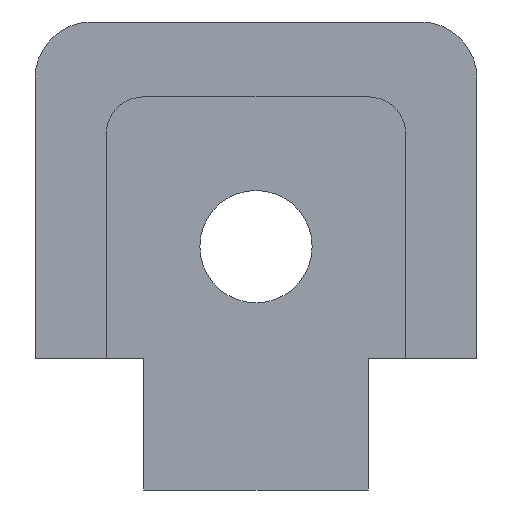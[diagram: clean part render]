
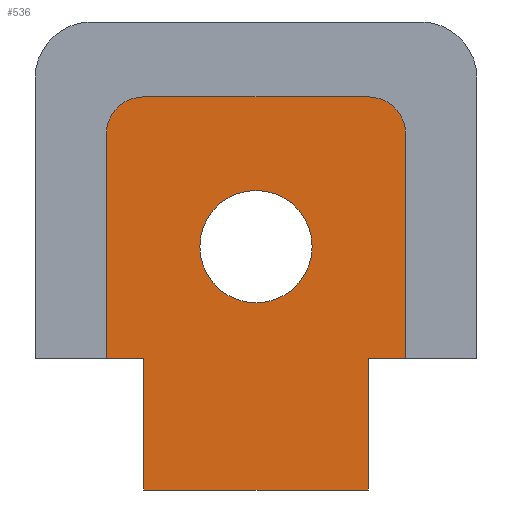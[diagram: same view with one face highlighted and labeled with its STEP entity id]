
A CAD part, front view. The second image highlights one B-rep face of the part: STEP entity #536.
In plain terms, the highlighted planar face has unit normal (0, -1, 0).
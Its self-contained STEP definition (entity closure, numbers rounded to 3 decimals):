
#11 = EDGE_LOOP ( 'NONE', ( #478, #738, #546, #246, #988, #934, #446, #303, #314, #292 ) ) ;
#19 = CARTESIAN_POINT ( 'NONE',  ( 3.25, 0., -3.749 ) ) ;
#47 = LINE ( 'NONE', #822, #386 ) ;
#57 = CARTESIAN_POINT ( 'NONE',  ( 4.25, 0., -0.25 ) ) ;
#67 = DIRECTION ( 'NONE',  ( 0., 0., -1. ) ) ;
#69 = VERTEX_POINT ( 'NONE', #145 ) ;
#71 = VECTOR ( 'NONE', #67, 1000. ) ;
#78 = DIRECTION ( 'NONE',  ( 0., 0., 1. ) ) ;
#80 = EDGE_CURVE ( 'NONE', #69, #591, #255, .T. ) ;
#84 = CARTESIAN_POINT ( 'NONE',  ( 3.25, 0., 5.75 ) ) ;
#89 = DIRECTION ( 'NONE',  ( 1., 0., 0. ) ) ;
#92 = PLANE ( 'NONE',  #936 ) ;
#93 = ORIENTED_EDGE ( 'NONE', *, *, #221, .F. ) ;
#102 = EDGE_CURVE ( 'NONE', #631, #276, #1004, .T. ) ;
#119 = EDGE_CURVE ( 'NONE', #1068, #627, #840, .T. ) ;
#145 = CARTESIAN_POINT ( 'NONE',  ( 0.25, 0., 4.25 ) ) ;
#152 = DIRECTION ( 'NONE',  ( -1., 0., 0. ) ) ;
#176 = DIRECTION ( 'NONE',  ( 0., 0., 1. ) ) ;
#194 = VERTEX_POINT ( 'NONE', #1039 ) ;
#221 = EDGE_CURVE ( 'NONE', #591, #69, #632, .T. ) ;
#231 = EDGE_CURVE ( 'NONE', #967, #630, #597, .T. ) ;
#246 = ORIENTED_EDGE ( 'NONE', *, *, #248, .T. ) ;
#248 = EDGE_CURVE ( 'NONE', #627, #194, #611, .T. ) ;
#255 = CIRCLE ( 'NONE', #309, 1.5 ) ;
#256 = VECTOR ( 'NONE', #940, 1000. ) ;
#264 = CARTESIAN_POINT ( 'NONE',  ( -2.75, 0., -3.749 ) ) ;
#269 = CARTESIAN_POINT ( 'NONE',  ( 0., 0., 0. ) ) ;
#272 = DIRECTION ( 'NONE',  ( 0., 0., 1. ) ) ;
#276 = VERTEX_POINT ( 'NONE', #572 ) ;
#285 = LINE ( 'NONE', #871, #256 ) ;
#292 = ORIENTED_EDGE ( 'NONE', *, *, #231, .T. ) ;
#301 = EDGE_CURVE ( 'NONE', #1018, #967, #727, .T. ) ;
#303 = ORIENTED_EDGE ( 'NONE', *, *, #482, .T. ) ;
#309 = AXIS2_PLACEMENT_3D ( 'NONE', #575, #492, #1011 ) ;
#314 = ORIENTED_EDGE ( 'NONE', *, *, #301, .T. ) ;
#356 = CARTESIAN_POINT ( 'NONE',  ( 0.25, 0., 1.25 ) ) ;
#364 = VECTOR ( 'NONE', #89, 1000. ) ;
#378 = EDGE_LOOP ( 'NONE', ( #93, #725 ) ) ;
#386 = VECTOR ( 'NONE', #569, 1000. ) ;
#445 = CARTESIAN_POINT ( 'NONE',  ( -3.75, 0., -0.25 ) ) ;
#446 = ORIENTED_EDGE ( 'NONE', *, *, #102, .T. ) ;
#453 = VECTOR ( 'NONE', #509, 1000. ) ;
#471 = VECTOR ( 'NONE', #479, 1000. ) ;
#474 = VECTOR ( 'NONE', #152, 1000. ) ;
#478 = ORIENTED_EDGE ( 'NONE', *, *, #692, .T. ) ;
#479 = DIRECTION ( 'NONE',  ( 0., 0., 1. ) ) ;
#482 = EDGE_CURVE ( 'NONE', #276, #1018, #747, .T. ) ;
#492 = DIRECTION ( 'NONE',  ( 0., -1., 0. ) ) ;
#494 = VERTEX_POINT ( 'NONE', #665 ) ;
#495 = EDGE_CURVE ( 'NONE', #631, #641, #594, .T. ) ;
#497 = CARTESIAN_POINT ( 'NONE',  ( 3.25, 0., -3.749 ) ) ;
#509 = DIRECTION ( 'NONE',  ( 0., 0., 1. ) ) ;
#518 = DIRECTION ( 'NONE',  ( 0., 0., -1. ) ) ;
#536 = ADVANCED_FACE ( 'NONE', ( #959, #1054 ), #92, .F. ) ;
#546 = ORIENTED_EDGE ( 'NONE', *, *, #119, .T. ) ;
#569 = DIRECTION ( 'NONE',  ( -1., 0., 0. ) ) ;
#572 = CARTESIAN_POINT ( 'NONE',  ( 3.25, 0., -0.25 ) ) ;
#575 = CARTESIAN_POINT ( 'NONE',  ( 0.25, 0., 2.75 ) ) ;
#580 = CIRCLE ( 'NONE', #918, 1. ) ;
#583 = CARTESIAN_POINT ( 'NONE',  ( -2.75, 0., -3.749 ) ) ;
#591 = VERTEX_POINT ( 'NONE', #356 ) ;
#594 = LINE ( 'NONE', #583, #474 ) ;
#597 = CIRCLE ( 'NONE', #688, 1. ) ;
#600 = EDGE_CURVE ( 'NONE', #641, #194, #285, .T. ) ;
#611 = LINE ( 'NONE', #863, #364 ) ;
#627 = VERTEX_POINT ( 'NONE', #445 ) ;
#630 = VERTEX_POINT ( 'NONE', #1031 ) ;
#631 = VERTEX_POINT ( 'NONE', #19 ) ;
#632 = CIRCLE ( 'NONE', #1003, 1.5 ) ;
#641 = VERTEX_POINT ( 'NONE', #264 ) ;
#665 = CARTESIAN_POINT ( 'NONE',  ( -2.75, 0., 6.75 ) ) ;
#688 = AXIS2_PLACEMENT_3D ( 'NONE', #84, #701, #272 ) ;
#692 = EDGE_CURVE ( 'NONE', #630, #494, #47, .T. ) ;
#693 = DIRECTION ( 'NONE',  ( 0., -1., 0. ) ) ;
#697 = CARTESIAN_POINT ( 'NONE',  ( 4.25, 0., 5.75 ) ) ;
#701 = DIRECTION ( 'NONE',  ( 0., -1., 0. ) ) ;
#725 = ORIENTED_EDGE ( 'NONE', *, *, #80, .F. ) ;
#727 = LINE ( 'NONE', #910, #471 ) ;
#738 = ORIENTED_EDGE ( 'NONE', *, *, #897, .T. ) ;
#747 = LINE ( 'NONE', #57, #1024 ) ;
#763 = DIRECTION ( 'NONE',  ( 1., 0., 0. ) ) ;
#781 = DIRECTION ( 'NONE',  ( 0., 1., 0. ) ) ;
#822 = CARTESIAN_POINT ( 'NONE',  ( -3.75, 0., 6.75 ) ) ;
#840 = LINE ( 'NONE', #1016, #71 ) ;
#852 = CARTESIAN_POINT ( 'NONE',  ( -2.75, 0., 5.75 ) ) ;
#863 = CARTESIAN_POINT ( 'NONE',  ( 4.25, 0., -0.25 ) ) ;
#871 = CARTESIAN_POINT ( 'NONE',  ( -2.75, 0., -3.749 ) ) ;
#897 = EDGE_CURVE ( 'NONE', #494, #1068, #580, .T. ) ;
#910 = CARTESIAN_POINT ( 'NONE',  ( 4.25, 0., 6.75 ) ) ;
#918 = AXIS2_PLACEMENT_3D ( 'NONE', #852, #1002, #78 ) ;
#934 = ORIENTED_EDGE ( 'NONE', *, *, #495, .F. ) ;
#936 = AXIS2_PLACEMENT_3D ( 'NONE', #269, #781, #176 ) ;
#940 = DIRECTION ( 'NONE',  ( 0., 0., 1. ) ) ;
#943 = CARTESIAN_POINT ( 'NONE',  ( 0.25, 0., 2.75 ) ) ;
#948 = CARTESIAN_POINT ( 'NONE',  ( 4.25, 0., -0.25 ) ) ;
#950 = CARTESIAN_POINT ( 'NONE',  ( -3.75, 0., 5.75 ) ) ;
#959 = FACE_BOUND ( 'NONE', #378, .T. ) ;
#967 = VERTEX_POINT ( 'NONE', #697 ) ;
#988 = ORIENTED_EDGE ( 'NONE', *, *, #600, .F. ) ;
#1002 = DIRECTION ( 'NONE',  ( 0., -1., 0. ) ) ;
#1003 = AXIS2_PLACEMENT_3D ( 'NONE', #943, #693, #518 ) ;
#1004 = LINE ( 'NONE', #497, #453 ) ;
#1011 = DIRECTION ( 'NONE',  ( 0., 0., -1. ) ) ;
#1016 = CARTESIAN_POINT ( 'NONE',  ( -3.75, 0., -0.25 ) ) ;
#1018 = VERTEX_POINT ( 'NONE', #948 ) ;
#1024 = VECTOR ( 'NONE', #763, 1000. ) ;
#1031 = CARTESIAN_POINT ( 'NONE',  ( 3.25, 0., 6.75 ) ) ;
#1039 = CARTESIAN_POINT ( 'NONE',  ( -2.75, 0., -0.25 ) ) ;
#1054 = FACE_OUTER_BOUND ( 'NONE', #11, .T. ) ;
#1068 = VERTEX_POINT ( 'NONE', #950 ) ;
